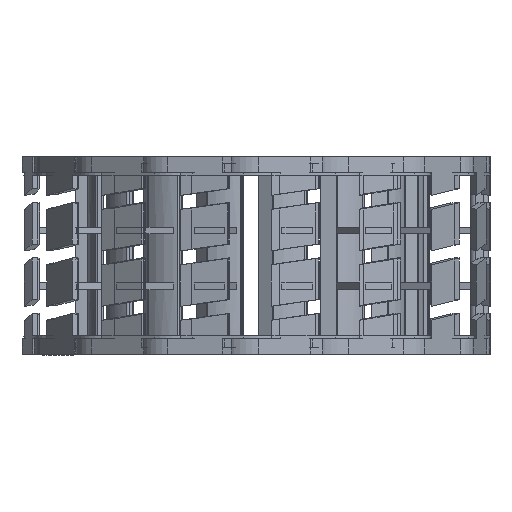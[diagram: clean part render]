
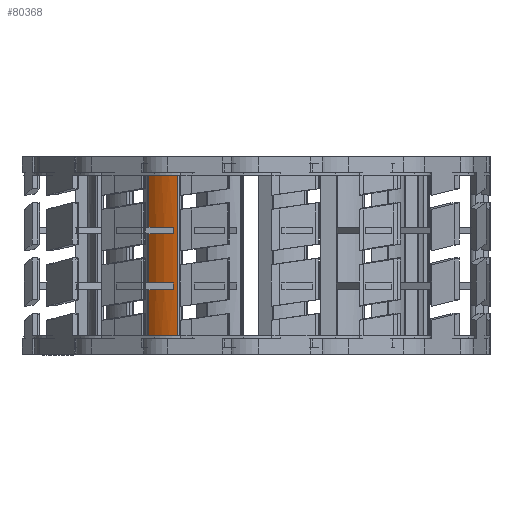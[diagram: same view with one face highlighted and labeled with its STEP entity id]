
A CAD part, left-side view. The second image highlights one B-rep face of the part: STEP entity #80368.
In plain terms, the highlighted cylindrical face has radius 11.61 mm (diameter 23.22 mm), a partial arc.
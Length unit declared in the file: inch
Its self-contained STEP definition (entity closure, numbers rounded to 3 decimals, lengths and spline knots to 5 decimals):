
#395 = DIRECTION ( 'NONE',  ( 0., 0., 1. ) ) ;
#1198 = CIRCLE ( 'NONE', #88151, 0.45709 ) ;
#1752 = CIRCLE ( 'NONE', #12643, 0.45709 ) ;
#2110 = DIRECTION ( 'NONE',  ( 0., 0., -1. ) ) ;
#2428 = EDGE_CURVE ( 'NONE', #47570, #104299, #64611, .T. ) ;
#2711 = DIRECTION ( 'NONE',  ( 0., 0., -1. ) ) ;
#3241 = AXIS2_PLACEMENT_3D ( 'NONE', #98085, #91256, #64584 ) ;
#4167 = LINE ( 'NONE', #38787, #9574 ) ;
#4464 = CARTESIAN_POINT ( 'NONE',  ( -1.28551, 2.31457, -0.61024 ) ) ;
#7170 = DIRECTION ( 'NONE',  ( 0., 0., 1. ) ) ;
#9504 = ORIENTED_EDGE ( 'NONE', *, *, #56938, .F. ) ;
#9574 = VECTOR ( 'NONE', #73975, 39.37008 ) ;
#10150 = VERTEX_POINT ( 'NONE', #83968 ) ;
#10551 = AXIS2_PLACEMENT_3D ( 'NONE', #38896, #29822, #57055 ) ;
#11962 = LINE ( 'NONE', #46559, #12208 ) ;
#12208 = VECTOR ( 'NONE', #104555, 39.37008 ) ;
#12643 = AXIS2_PLACEMENT_3D ( 'NONE', #17450, #395, #104298 ) ;
#12765 = VERTEX_POINT ( 'NONE', #29821 ) ;
#13609 = CARTESIAN_POINT ( 'NONE',  ( -1.28551, 2.31457, 0.16457 ) ) ;
#14867 = ORIENTED_EDGE ( 'NONE', *, *, #63067, .T. ) ;
#15148 = CYLINDRICAL_SURFACE ( 'NONE', #56211, 0.45709 ) ;
#15469 = LINE ( 'NONE', #16597, #70735 ) ;
#16012 = CIRCLE ( 'NONE', #3241, 0.45709 ) ;
#16097 = ORIENTED_EDGE ( 'NONE', *, *, #94393, .T. ) ;
#16597 = CARTESIAN_POINT ( 'NONE',  ( -1.28551, 2.31457, 0. ) ) ;
#17154 = DIRECTION ( 'NONE',  ( 0., 0., -1. ) ) ;
#17450 = CARTESIAN_POINT ( 'NONE',  ( -0.97528, 1.97888, -0.20787 ) ) ;
#19288 = EDGE_CURVE ( 'NONE', #87125, #45099, #11962, .T. ) ;
#19473 = ORIENTED_EDGE ( 'NONE', *, *, #47616, .T. ) ;
#23156 = DIRECTION ( 'NONE',  ( 0., 0., -1. ) ) ;
#24286 = DIRECTION ( 'NONE',  ( -0.579, -0.815, 0. ) ) ;
#24974 = CIRCLE ( 'NONE', #62946, 0.45709 ) ;
#26634 = CARTESIAN_POINT ( 'NONE',  ( -0.97528, 1.97888, 0.61024 ) ) ;
#26946 = CIRCLE ( 'NONE', #10551, 0.45709 ) ;
#29562 = VERTEX_POINT ( 'NONE', #82814 ) ;
#29821 = CARTESIAN_POINT ( 'NONE',  ( -1.28551, 2.31457, -0.20787 ) ) ;
#29822 = DIRECTION ( 'NONE',  ( 0., 0., 1. ) ) ;
#30939 = CARTESIAN_POINT ( 'NONE',  ( -1.40852, 2.12461, -0.25906 ) ) ;
#31038 = DIRECTION ( 'NONE',  ( -0.579, -0.815, 0. ) ) ;
#33046 = VERTEX_POINT ( 'NONE', #13609 ) ;
#33262 = VECTOR ( 'NONE', #83635, 39.37008 ) ;
#38484 = CARTESIAN_POINT ( 'NONE',  ( -1.28551, 2.31457, 0. ) ) ;
#38787 = CARTESIAN_POINT ( 'NONE',  ( -1.41708, 2.09613, 0. ) ) ;
#38896 = CARTESIAN_POINT ( 'NONE',  ( -0.97528, 1.97888, 0.21575 ) ) ;
#39924 = LINE ( 'NONE', #109198, #33262 ) ;
#40392 = CIRCLE ( 'NONE', #76709, 0.45709 ) ;
#41343 = EDGE_CURVE ( 'NONE', #109692, #10150, #4167, .T. ) ;
#44738 = DIRECTION ( 'NONE',  ( -0.579, -0.815, 0. ) ) ;
#44967 = VERTEX_POINT ( 'NONE', #83132 ) ;
#45099 = VERTEX_POINT ( 'NONE', #69485 ) ;
#46559 = CARTESIAN_POINT ( 'NONE',  ( -1.40852, 2.12461, 0.16457 ) ) ;
#47570 = VERTEX_POINT ( 'NONE', #58329 ) ;
#47616 = EDGE_CURVE ( 'NONE', #88592, #47570, #24974, .T. ) ;
#51157 = EDGE_CURVE ( 'NONE', #88592, #44967, #102887, .T. ) ;
#56047 = ORIENTED_EDGE ( 'NONE', *, *, #102467, .T. ) ;
#56211 = AXIS2_PLACEMENT_3D ( 'NONE', #57169, #7170, #85519 ) ;
#56938 = EDGE_CURVE ( 'NONE', #109692, #104299, #40392, .T. ) ;
#57055 = DIRECTION ( 'NONE',  ( -0.579, -0.815, 0. ) ) ;
#57169 = CARTESIAN_POINT ( 'NONE',  ( -0.97528, 1.97888, 0. ) ) ;
#58329 = CARTESIAN_POINT ( 'NONE',  ( -1.28551, 2.31457, -0.25906 ) ) ;
#59188 = DIRECTION ( 'NONE',  ( 0., 0., 1. ) ) ;
#59518 = ORIENTED_EDGE ( 'NONE', *, *, #51157, .F. ) ;
#60539 = CARTESIAN_POINT ( 'NONE',  ( -1.28551, 2.31457, 0.61024 ) ) ;
#61684 = VERTEX_POINT ( 'NONE', #60539 ) ;
#61932 = ORIENTED_EDGE ( 'NONE', *, *, #41343, .T. ) ;
#62615 = EDGE_CURVE ( 'NONE', #87125, #33046, #16012, .T. ) ;
#62946 = AXIS2_PLACEMENT_3D ( 'NONE', #92961, #76487, #24286 ) ;
#63067 = EDGE_CURVE ( 'NONE', #29562, #45099, #26946, .T. ) ;
#64584 = DIRECTION ( 'NONE',  ( -0.579, -0.815, 0. ) ) ;
#64611 = LINE ( 'NONE', #38484, #67007 ) ;
#64681 = CARTESIAN_POINT ( 'NONE',  ( -1.40852, 2.12461, 0.16457 ) ) ;
#66991 = VECTOR ( 'NONE', #59188, 39.37008 ) ;
#67007 = VECTOR ( 'NONE', #23156, 39.37008 ) ;
#69485 = CARTESIAN_POINT ( 'NONE',  ( -1.40852, 2.12461, 0.21575 ) ) ;
#70735 = VECTOR ( 'NONE', #17154, 39.37008 ) ;
#72981 = EDGE_LOOP ( 'NONE', ( #73135, #16097, #84553, #59518, #19473, #93409, #9504, #61932, #90249, #56047, #14867, #78620 ) ) ;
#73135 = ORIENTED_EDGE ( 'NONE', *, *, #62615, .T. ) ;
#73975 = DIRECTION ( 'NONE',  ( 0., 0., 1. ) ) ;
#76487 = DIRECTION ( 'NONE',  ( 0., 0., -1. ) ) ;
#76709 = AXIS2_PLACEMENT_3D ( 'NONE', #79306, #2110, #31038 ) ;
#78461 = CARTESIAN_POINT ( 'NONE',  ( -1.41708, 2.09613, -0.61024 ) ) ;
#78620 = ORIENTED_EDGE ( 'NONE', *, *, #19288, .F. ) ;
#79306 = CARTESIAN_POINT ( 'NONE',  ( -0.97528, 1.97888, -0.61024 ) ) ;
#80368 = ADVANCED_FACE ( 'NONE', ( #111073 ), #15148, .T. ) ;
#82814 = CARTESIAN_POINT ( 'NONE',  ( -1.28551, 2.31457, 0.21575 ) ) ;
#83132 = CARTESIAN_POINT ( 'NONE',  ( -1.40852, 2.12461, -0.20787 ) ) ;
#83635 = DIRECTION ( 'NONE',  ( 0., 0., -1. ) ) ;
#83968 = CARTESIAN_POINT ( 'NONE',  ( -1.41708, 2.09613, 0.61024 ) ) ;
#84553 = ORIENTED_EDGE ( 'NONE', *, *, #101968, .T. ) ;
#85519 = DIRECTION ( 'NONE',  ( -0.579, -0.815, 0. ) ) ;
#87125 = VERTEX_POINT ( 'NONE', #64681 ) ;
#88151 = AXIS2_PLACEMENT_3D ( 'NONE', #26634, #2711, #44738 ) ;
#88592 = VERTEX_POINT ( 'NONE', #30939 ) ;
#90249 = ORIENTED_EDGE ( 'NONE', *, *, #98753, .T. ) ;
#91256 = DIRECTION ( 'NONE',  ( 0., 0., -1. ) ) ;
#92961 = CARTESIAN_POINT ( 'NONE',  ( -0.97528, 1.97888, -0.25906 ) ) ;
#93409 = ORIENTED_EDGE ( 'NONE', *, *, #2428, .T. ) ;
#93807 = CARTESIAN_POINT ( 'NONE',  ( -1.40852, 2.12461, -0.25906 ) ) ;
#94393 = EDGE_CURVE ( 'NONE', #33046, #12765, #39924, .T. ) ;
#98085 = CARTESIAN_POINT ( 'NONE',  ( -0.97528, 1.97888, 0.16457 ) ) ;
#98753 = EDGE_CURVE ( 'NONE', #10150, #61684, #1198, .T. ) ;
#101968 = EDGE_CURVE ( 'NONE', #12765, #44967, #1752, .T. ) ;
#102467 = EDGE_CURVE ( 'NONE', #61684, #29562, #15469, .T. ) ;
#102887 = LINE ( 'NONE', #93807, #66991 ) ;
#104299 = VERTEX_POINT ( 'NONE', #4464 ) ;
#104298 = DIRECTION ( 'NONE',  ( -0.579, -0.815, 0. ) ) ;
#104555 = DIRECTION ( 'NONE',  ( 0., 0., 1. ) ) ;
#109198 = CARTESIAN_POINT ( 'NONE',  ( -1.28551, 2.31457, 0. ) ) ;
#109692 = VERTEX_POINT ( 'NONE', #78461 ) ;
#111073 = FACE_OUTER_BOUND ( 'NONE', #72981, .T. ) ;
